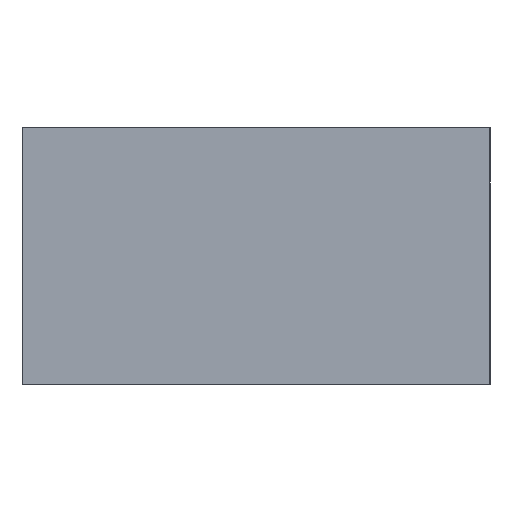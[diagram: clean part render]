
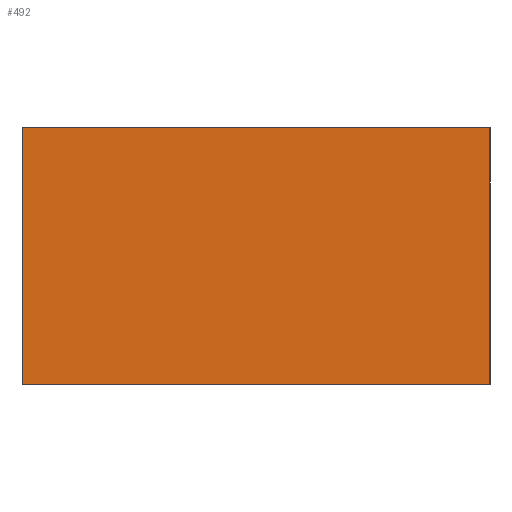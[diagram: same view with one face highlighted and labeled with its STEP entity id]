
A CAD part, left-side view. The second image highlights one B-rep face of the part: STEP entity #492.
In plain terms, the highlighted planar face has unit normal (-1, 0, 0).
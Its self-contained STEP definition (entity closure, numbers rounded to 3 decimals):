
#27=PLANE('',#538);
#52=FACE_OUTER_BOUND('',#77,.T.);
#77=EDGE_LOOP('',(#378,#379,#380,#381));
#116=LINE('',#746,#179);
#118=LINE('',#750,#181);
#119=LINE('',#752,#182);
#120=LINE('',#753,#183);
#179=VECTOR('',#610,10.);
#181=VECTOR('',#614,10.);
#182=VECTOR('',#615,10.);
#183=VECTOR('',#616,10.);
#247=VERTEX_POINT('',#743);
#248=VERTEX_POINT('',#745);
#249=VERTEX_POINT('',#749);
#250=VERTEX_POINT('',#751);
#300=EDGE_CURVE('',#247,#248,#116,.T.);
#302=EDGE_CURVE('',#249,#247,#118,.T.);
#303=EDGE_CURVE('',#249,#250,#119,.T.);
#304=EDGE_CURVE('',#248,#250,#120,.T.);
#378=ORIENTED_EDGE('',*,*,#302,.F.);
#379=ORIENTED_EDGE('',*,*,#303,.T.);
#380=ORIENTED_EDGE('',*,*,#304,.F.);
#381=ORIENTED_EDGE('',*,*,#300,.F.);
#492=ADVANCED_FACE('',(#52),#27,.T.);
#538=AXIS2_PLACEMENT_3D('',#748,#612,#613);
#610=DIRECTION('',(0.,1.,0.));
#612=DIRECTION('center_axis',(-1.,0.,0.));
#613=DIRECTION('ref_axis',(0.,0.,1.));
#614=DIRECTION('',(0.,0.,-1.));
#615=DIRECTION('',(0.,1.,0.));
#616=DIRECTION('',(0.,0.,1.));
#743=CARTESIAN_POINT('',(-32.75,-54.,59.944));
#745=CARTESIAN_POINT('',(-32.75,-34.,59.944));
#746=CARTESIAN_POINT('',(-32.75,-54.,59.944));
#748=CARTESIAN_POINT('Origin',(-32.75,-54.,59.944));
#749=CARTESIAN_POINT('',(-32.75,-54.,70.944));
#750=CARTESIAN_POINT('',(-32.75,-54.,70.944));
#751=CARTESIAN_POINT('',(-32.75,-34.,70.944));
#752=CARTESIAN_POINT('',(-32.75,-54.,70.944));
#753=CARTESIAN_POINT('',(-32.75,-34.,70.944));
